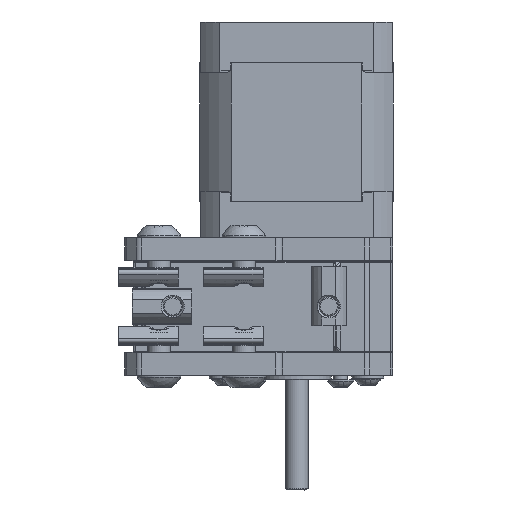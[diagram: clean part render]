
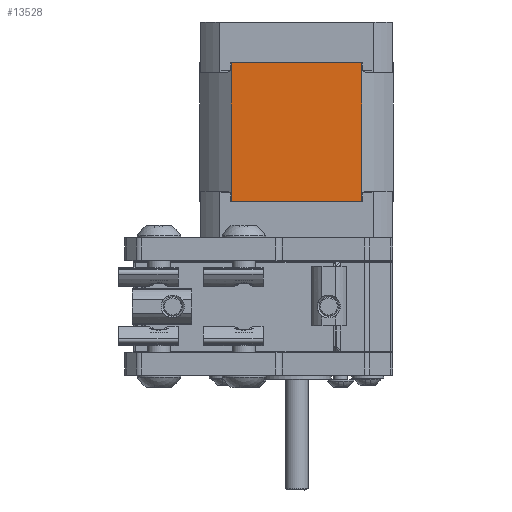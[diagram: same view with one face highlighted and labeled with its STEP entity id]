
A CAD part, left-side view. The second image highlights one B-rep face of the part: STEP entity #13528.
In plain terms, the highlighted planar face has unit normal (-1, 0, 0).
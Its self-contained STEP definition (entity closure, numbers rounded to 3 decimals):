
#883=PLANE('',#15175);
#1825=LINE('',#23798,#2844);
#1828=LINE('',#23809,#2847);
#1830=LINE('',#23818,#2849);
#1832=LINE('',#23822,#2851);
#1834=LINE('',#23825,#2853);
#2033=LINE('',#24499,#3052);
#2035=LINE('',#24506,#3054);
#2036=LINE('',#24508,#3055);
#2037=LINE('',#24510,#3056);
#2038=LINE('',#24512,#3057);
#2039=LINE('',#24514,#3058);
#2040=LINE('',#24515,#3059);
#2844=VECTOR('',#17818,30.2);
#2847=VECTOR('',#17827,0.1);
#2849=VECTOR('',#17835,0.1);
#2851=VECTOR('',#17841,5.724);
#2853=VECTOR('',#17845,5.724);
#3052=VECTOR('',#18500,17.012);
#3054=VECTOR('',#18508,0.1);
#3055=VECTOR('',#18509,5.724);
#3056=VECTOR('',#18510,30.2);
#3057=VECTOR('',#18511,5.724);
#3058=VECTOR('',#18512,0.1);
#3059=VECTOR('',#18513,17.012);
#3996=FACE_OUTER_BOUND('',#4839,.T.);
#4839=EDGE_LOOP('',(#11351,#11352,#11353,#11354,#11355,#11356,#11357,#11358,
#11359,#11360,#11361,#11362));
#6537=VERTEX_POINT('',#23795);
#6538=VERTEX_POINT('',#23797);
#6542=VERTEX_POINT('',#23806);
#6543=VERTEX_POINT('',#23808);
#6546=VERTEX_POINT('',#23815);
#6547=VERTEX_POINT('',#23817);
#6764=VERTEX_POINT('',#24497);
#6766=VERTEX_POINT('',#24505);
#6767=VERTEX_POINT('',#24507);
#6768=VERTEX_POINT('',#24509);
#6769=VERTEX_POINT('',#24511);
#6770=VERTEX_POINT('',#24513);
#8044=EDGE_CURVE('',#6538,#6537,#1825,.T.);
#8049=EDGE_CURVE('',#6543,#6542,#1828,.T.);
#8053=EDGE_CURVE('',#6547,#6546,#1830,.T.);
#8056=EDGE_CURVE('',#6537,#6547,#1832,.T.);
#8058=EDGE_CURVE('',#6542,#6538,#1834,.T.);
#8379=EDGE_CURVE('',#6546,#6764,#2033,.T.);
#8382=EDGE_CURVE('',#6764,#6766,#2035,.T.);
#8383=EDGE_CURVE('',#6767,#6766,#2036,.T.);
#8384=EDGE_CURVE('',#6768,#6767,#2037,.T.);
#8385=EDGE_CURVE('',#6769,#6768,#2038,.T.);
#8386=EDGE_CURVE('',#6769,#6770,#2039,.T.);
#8387=EDGE_CURVE('',#6770,#6543,#2040,.T.);
#11351=ORIENTED_EDGE('',*,*,#8379,.T.);
#11352=ORIENTED_EDGE('',*,*,#8382,.T.);
#11353=ORIENTED_EDGE('',*,*,#8383,.F.);
#11354=ORIENTED_EDGE('',*,*,#8384,.F.);
#11355=ORIENTED_EDGE('',*,*,#8385,.F.);
#11356=ORIENTED_EDGE('',*,*,#8386,.T.);
#11357=ORIENTED_EDGE('',*,*,#8387,.T.);
#11358=ORIENTED_EDGE('',*,*,#8049,.T.);
#11359=ORIENTED_EDGE('',*,*,#8058,.T.);
#11360=ORIENTED_EDGE('',*,*,#8044,.T.);
#11361=ORIENTED_EDGE('',*,*,#8056,.T.);
#11362=ORIENTED_EDGE('',*,*,#8053,.T.);
#13528=ADVANCED_FACE('',(#3996),#883,.T.);
#15175=AXIS2_PLACEMENT_3D('',#24504,#18506,#18507);
#17818=DIRECTION('',(0.,0.,-1.));
#17827=DIRECTION('',(0.,0.,-1.));
#17835=DIRECTION('',(0.,0.,-1.));
#17841=DIRECTION('',(0.,-1.,0.));
#17845=DIRECTION('',(0.,1.,0.));
#18500=DIRECTION('',(0.,-1.,0.));
#18506=DIRECTION('center_axis',(-1.,0.,0.));
#18507=DIRECTION('ref_axis',(0.,0.,1.));
#18508=DIRECTION('',(0.,0.,1.));
#18509=DIRECTION('',(0.,1.,0.));
#18510=DIRECTION('',(0.,0.,-1.));
#18511=DIRECTION('',(0.,-1.,0.));
#18512=DIRECTION('',(0.,0.,1.));
#18513=DIRECTION('',(0.,1.,0.));
#23795=CARTESIAN_POINT('',(-21.1,14.23,-19.54));
#23797=CARTESIAN_POINT('',(-21.1,14.23,10.66));
#23798=CARTESIAN_POINT('',(-21.1,14.23,10.66));
#23806=CARTESIAN_POINT('',(-21.1,8.506,10.66));
#23808=CARTESIAN_POINT('',(-21.1,8.506,10.76));
#23809=CARTESIAN_POINT('',(-21.1,8.506,10.76));
#23815=CARTESIAN_POINT('',(-21.1,8.506,-19.64));
#23817=CARTESIAN_POINT('',(-21.1,8.506,-19.54));
#23818=CARTESIAN_POINT('',(-21.1,8.506,-19.54));
#23822=CARTESIAN_POINT('',(-21.1,14.23,-19.54));
#23825=CARTESIAN_POINT('',(-21.1,8.506,10.66));
#24497=CARTESIAN_POINT('',(-21.1,-8.506,-19.64));
#24499=CARTESIAN_POINT('',(-21.1,8.506,-19.64));
#24504=CARTESIAN_POINT('Origin',(-21.1,-14.231,-19.641));
#24505=CARTESIAN_POINT('',(-21.1,-8.506,-19.54));
#24506=CARTESIAN_POINT('',(-21.1,-8.506,-19.64));
#24507=CARTESIAN_POINT('',(-21.1,-14.23,-19.54));
#24508=CARTESIAN_POINT('',(-21.1,-14.23,-19.54));
#24509=CARTESIAN_POINT('',(-21.1,-14.23,10.66));
#24510=CARTESIAN_POINT('',(-21.1,-14.23,10.66));
#24511=CARTESIAN_POINT('',(-21.1,-8.506,10.66));
#24512=CARTESIAN_POINT('',(-21.1,-8.506,10.66));
#24513=CARTESIAN_POINT('',(-21.1,-8.506,10.76));
#24514=CARTESIAN_POINT('',(-21.1,-8.506,10.66));
#24515=CARTESIAN_POINT('',(-21.1,-8.506,10.76));
